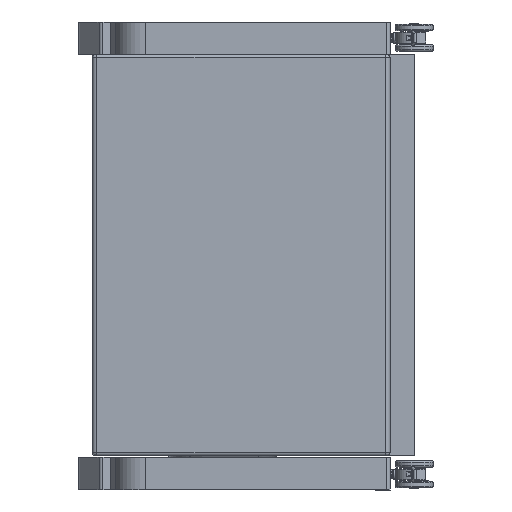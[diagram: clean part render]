
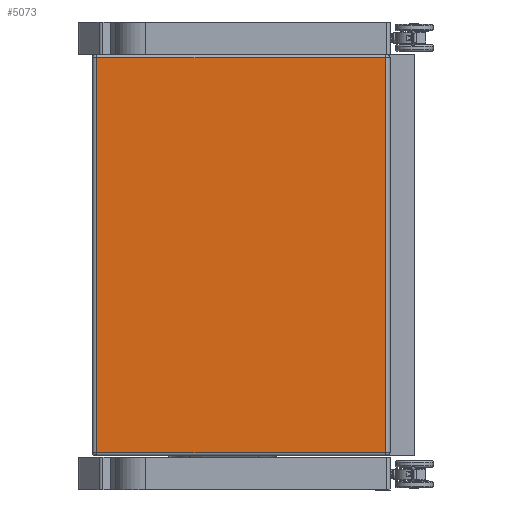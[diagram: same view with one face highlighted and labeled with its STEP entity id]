
A CAD part, left-side view. The second image highlights one B-rep face of the part: STEP entity #5073.
In plain terms, the highlighted face is planar.
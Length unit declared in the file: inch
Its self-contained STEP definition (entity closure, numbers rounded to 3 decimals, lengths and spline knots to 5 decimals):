
#430=PLANE('',#5690);
#629=FACE_OUTER_BOUND('',#963,.T.);
#963=EDGE_LOOP('',(#3887,#3888,#3889,#3890));
#1352=LINE('',#8272,#1710);
#1375=LINE('',#8443,#1733);
#1380=LINE('',#8477,#1738);
#1381=LINE('',#8479,#1739);
#1710=VECTOR('',#6516,0.3937);
#1733=VECTOR('',#6641,0.3937);
#1738=VECTOR('',#6664,0.3937);
#1739=VECTOR('',#6667,26.5);
#2361=VERTEX_POINT('',#8261);
#2365=VERTEX_POINT('',#8270);
#2402=VERTEX_POINT('',#8433);
#2404=VERTEX_POINT('',#8439);
#2896=EDGE_CURVE('',#2365,#2361,#1352,.T.);
#2955=EDGE_CURVE('',#2402,#2404,#1375,.T.);
#2965=EDGE_CURVE('',#2404,#2365,#1380,.T.);
#2966=EDGE_CURVE('',#2361,#2402,#1381,.T.);
#3887=ORIENTED_EDGE('',*,*,#2896,.F.);
#3888=ORIENTED_EDGE('',*,*,#2965,.F.);
#3889=ORIENTED_EDGE('',*,*,#2955,.F.);
#3890=ORIENTED_EDGE('',*,*,#2966,.F.);
#5073=ADVANCED_FACE('',(#629),#430,.T.);
#5690=AXIS2_PLACEMENT_3D('',#8478,#6665,#6666);
#6516=DIRECTION('',(-1.,0.,0.));
#6641=DIRECTION('',(1.,0.,0.));
#6664=DIRECTION('',(0.,0.,-1.));
#6665=DIRECTION('center_axis',(0.,-1.,0.));
#6666=DIRECTION('ref_axis',(0.,0.,-1.));
#6667=DIRECTION('',(0.,0.,1.));
#8261=CARTESIAN_POINT('',(20.0282,18.44801,26.25));
#8270=CARTESIAN_POINT('',(42.2782,18.44801,26.25));
#8272=CARTESIAN_POINT('',(35.46724,18.44801,26.25));
#8433=CARTESIAN_POINT('',(20.0282,18.44801,56.75));
#8439=CARTESIAN_POINT('',(42.2782,18.44801,56.75));
#8443=CARTESIAN_POINT('',(35.3303,18.44801,56.75));
#8477=CARTESIAN_POINT('',(42.2782,18.44801,30.));
#8478=CARTESIAN_POINT('Origin',(40.7782,18.44801,30.));
#8479=CARTESIAN_POINT('',(20.0282,18.44801,30.25));
